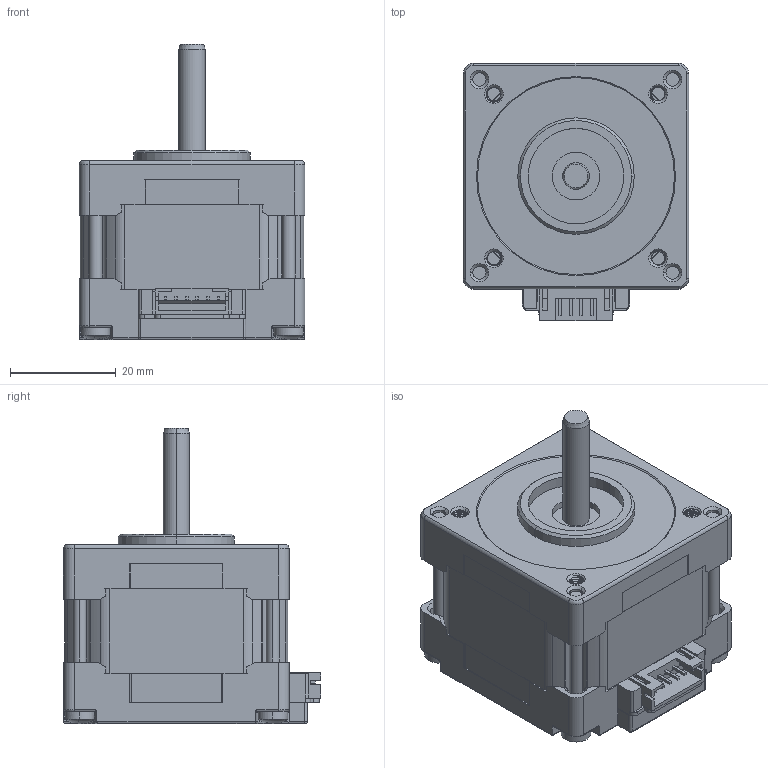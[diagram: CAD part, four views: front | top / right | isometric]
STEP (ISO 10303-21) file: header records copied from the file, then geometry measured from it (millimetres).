
FILE_DESCRIPTION(('Creo Elements/Direct Modeling STEP Export'),'2;1');
FILE_NAME('KF4234.stp','2016-11-09T16:40:15',(''),(''),'PTC Creo Elements/Direct Modeling STEP processor for AP214 (Solid Model)','PTC Creo Elements/Direct Modeling 19.0B 21-Mar-2015 (C) Parametric Technology GmbH','');
FILE_SCHEMA(('AUTOMOTIVE_DESIGN { 1 0 10303 214 1 1 1 1 }'));
Length unit declared in the file: millimetre
Products named in the file (2): p1; Skin_Group1
Bounding box: 42.6 x 48.55 x 55.86 mm (x, y, z)
Volume: 59492.8 mm3; surface area: 14176 mm2
Topology: 1 solids, 1 shells, 681 faces, 1931 edges, 1225 vertices
Faces by surface type: plane 303, cylinder 270, cone 62, torus 26, bspline 12, sphere 8
Entity records: 30111 total; most frequent: CARTESIAN_POINT 7614, ORIENTED_EDGE 3862, DIRECTION 3398, EDGE_CURVE 1931, VERTEX_POINT 1225, AXIS2_PLACEMENT_3D 1193, VECTOR 1012, LINE 1012
